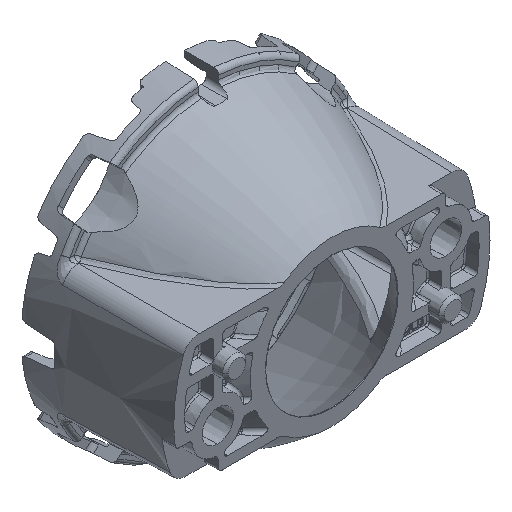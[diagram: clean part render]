
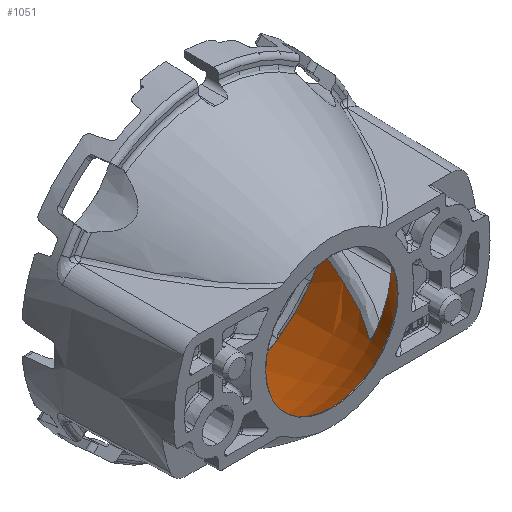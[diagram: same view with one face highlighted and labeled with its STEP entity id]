
A CAD part, isometric view. The second image highlights one B-rep face of the part: STEP entity #1051.
In plain terms, the highlighted face is a revolution surface.
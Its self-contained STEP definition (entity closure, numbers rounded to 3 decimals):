
#1051=ADVANCED_FACE('',(#2485),#2486,.T.);
#2485=FACE_OUTER_BOUND('',#6642,.T.);
#2486=SURFACE_OF_REVOLUTION('',#6643,#6644);
#6642=EDGE_LOOP('',(#13089,#13090,#13091,#13092,#13093,#13094,#13095,#13096,#13097,#13098));
#6643=B_SPLINE_CURVE_WITH_KNOTS('',3,(#13099,#13100,#13101,#13102,#13103,#13104,#13105,#13106,#13107,#13108,#13109),.UNSPECIFIED.,.F.,.F.,(4,1,1,1,1,1,1,1,4),(0.0,0.01,0.043,0.242,0.371,0.499,0.757,0.99,1.0),.UNSPECIFIED.);
#6644=AXIS1_PLACEMENT('',#13110,#13111);
#13089=ORIENTED_EDGE('',*,*,#17220,.T.);
#13090=ORIENTED_EDGE('',*,*,#17899,.T.);
#13091=ORIENTED_EDGE('',*,*,#17218,.T.);
#13092=ORIENTED_EDGE('',*,*,#17900,.F.);
#13093=ORIENTED_EDGE('',*,*,#17901,.T.);
#13094=ORIENTED_EDGE('',*,*,#17902,.T.);
#13095=ORIENTED_EDGE('',*,*,#17903,.T.);
#13096=ORIENTED_EDGE('',*,*,#17904,.T.);
#13097=ORIENTED_EDGE('',*,*,#17905,.T.);
#13098=ORIENTED_EDGE('',*,*,#17906,.F.);
#13099=CARTESIAN_POINT('',(6.983,-0.524,0.));
#13100=CARTESIAN_POINT('',(7.022,-0.485,0.));
#13101=CARTESIAN_POINT('',(7.195,-0.313,0.));
#13102=CARTESIAN_POINT('',(8.155,0.682,0.));
#13103=CARTESIAN_POINT('',(9.398,2.32,0.));
#13104=CARTESIAN_POINT('',(10.749,4.506,0.));
#13105=CARTESIAN_POINT('',(12.126,7.053,0.));
#13106=CARTESIAN_POINT('',(13.544,10.217,0.));
#13107=CARTESIAN_POINT('',(14.561,12.812,0.));
#13108=CARTESIAN_POINT('',(15.052,14.067,0.));
#13109=CARTESIAN_POINT('',(15.072,14.118,0.));
#13110=CARTESIAN_POINT('',(0.,4.876,0.));
#13111=DIRECTION('',(-0.0,-1.0,-0.0));
#17218=EDGE_CURVE('',#19794,#19792,#19795,.T.);
#17220=EDGE_CURVE('',#19798,#19796,#19799,.T.);
#17899=EDGE_CURVE('',#19796,#19794,#20866,.T.);
#17900=EDGE_CURVE('',#20867,#19792,#20868,.T.);
#17901=EDGE_CURVE('',#20867,#20869,#20870,.T.);
#17902=EDGE_CURVE('',#20869,#20871,#20872,.T.);
#17903=EDGE_CURVE('',#20871,#20873,#20874,.T.);
#17904=EDGE_CURVE('',#20873,#20875,#20876,.T.);
#17905=EDGE_CURVE('',#20875,#20877,#20878,.T.);
#17906=EDGE_CURVE('',#19798,#20877,#20879,.T.);
#19792=VERTEX_POINT('',#24725);
#19794=VERTEX_POINT('',#24727);
#19795=B_SPLINE_CURVE_WITH_KNOTS('',3,(#24728,#24729,#24730,#24731,#24732),.UNSPECIFIED.,.F.,.F.,(4,1,4),(0.0,0.142,1.0),.UNSPECIFIED.);
#19796=VERTEX_POINT('',#24733);
#19798=VERTEX_POINT('',#24735);
#19799=B_SPLINE_CURVE_WITH_KNOTS('',3,(#24736,#24737,#24738,#24739,#24740,#24741,#24742,#24743,#24744,#24745),.UNSPECIFIED.,.F.,.F.,(4,1,1,1,1,1,1,4),(0.0,0.125,0.255,0.392,0.535,0.684,0.839,1.0),.UNSPECIFIED.);
#20866=CIRCLE('',#28045,7.1);
#20867=VERTEX_POINT('',#28046);
#20868=CIRCLE('',#28047,9.588);
#20869=VERTEX_POINT('',#28048);
#20870=B_SPLINE_CURVE_WITH_KNOTS('',3,(#28049,#28050,#28051,#28052),.UNSPECIFIED.,.F.,.F.,(4,4),(0.0,1.0),.UNSPECIFIED.);
#20871=VERTEX_POINT('',#28053);
#20872=B_SPLINE_CURVE_WITH_KNOTS('',3,(#28054,#28055,#28056,#28057,#28058,#28059,#28060,#28061,#28062,#28063,#28064,#28065,#28066,#28067),.UNSPECIFIED.,.F.,.F.,(4,1,1,1,1,1,1,1,1,1,1,4),(0.0,0.04,0.081,0.123,0.166,0.209,0.322,0.446,0.57,0.709,0.853,1.0),.UNSPECIFIED.);
#20873=VERTEX_POINT('',#28068);
#20874=CIRCLE('',#28069,15.012);
#20875=VERTEX_POINT('',#28070);
#20876=B_SPLINE_CURVE_WITH_KNOTS('',3,(#28071,#28072,#28073,#28074,#28075,#28076,#28077,#28078,#28079,#28080,#28081,#28082,#28083,#28084),.UNSPECIFIED.,.F.,.F.,(4,1,1,1,1,1,1,1,1,1,1,4),(0.0,0.073,0.146,0.218,0.29,0.428,0.553,0.678,0.79,0.862,0.932,1.0),.UNSPECIFIED.);
#20877=VERTEX_POINT('',#28085);
#20878=B_SPLINE_CURVE_WITH_KNOTS('',3,(#28086,#28087,#28088,#28089),.UNSPECIFIED.,.F.,.F.,(4,4),(0.0,1.0),.UNSPECIFIED.);
#20879=CIRCLE('',#28090,9.588);
#24725=CARTESIAN_POINT('',(9.588,2.679,0.));
#24727=CARTESIAN_POINT('',(7.1,-0.407,0.));
#24728=CARTESIAN_POINT('',(7.1,-0.407,0.));
#24729=CARTESIAN_POINT('',(7.234,-0.274,0.));
#24730=CARTESIAN_POINT('',(8.158,0.684,0.));
#24731=CARTESIAN_POINT('',(8.959,1.742,0.));
#24732=CARTESIAN_POINT('',(9.588,2.679,0.));
#24733=CARTESIAN_POINT('',(-7.1,-0.407,0.));
#24735=CARTESIAN_POINT('',(-9.588,2.679,0.));
#24736=CARTESIAN_POINT('',(-9.588,2.679,0.));
#24737=CARTESIAN_POINT('',(-9.495,2.542,0.001));
#24738=CARTESIAN_POINT('',(-9.305,2.262,0.002));
#24739=CARTESIAN_POINT('',(-9.004,1.84,0.003));
#24740=CARTESIAN_POINT('',(-8.679,1.404,0.003));
#24741=CARTESIAN_POINT('',(-8.329,0.958,0.003));
#24742=CARTESIAN_POINT('',(-7.95,0.505,0.002));
#24743=CARTESIAN_POINT('',(-7.542,0.045,0.001));
#24744=CARTESIAN_POINT('',(-7.249,-0.255,0.));
#24745=CARTESIAN_POINT('',(-7.1,-0.407,0.));
#28045=AXIS2_PLACEMENT_3D('',#32331,#32332,#32333);
#28046=CARTESIAN_POINT('',(7.304,2.679,-6.211));
#28047=AXIS2_PLACEMENT_3D('',#32334,#32335,#32336);
#28048=CARTESIAN_POINT('',(7.489,2.9,-6.22));
#28049=CARTESIAN_POINT('',(7.304,2.679,-6.211));
#28050=CARTESIAN_POINT('',(7.366,2.752,-6.215));
#28051=CARTESIAN_POINT('',(7.427,2.826,-6.218));
#28052=CARTESIAN_POINT('',(7.489,2.9,-6.22));
#28053=CARTESIAN_POINT('',(13.486,13.965,-6.593));
#28054=CARTESIAN_POINT('',(7.489,2.9,-6.22));
#28055=CARTESIAN_POINT('',(7.593,3.032,-6.228));
#28056=CARTESIAN_POINT('',(7.805,3.299,-6.245));
#28057=CARTESIAN_POINT('',(8.115,3.713,-6.267));
#28058=CARTESIAN_POINT('',(8.425,4.141,-6.288));
#28059=CARTESIAN_POINT('',(8.732,4.584,-6.307));
#28060=CARTESIAN_POINT('',(9.196,5.281,-6.336));
#28061=CARTESIAN_POINT('',(9.816,6.284,-6.376));
#28062=CARTESIAN_POINT('',(10.558,7.609,-6.422));
#28063=CARTESIAN_POINT('',(11.3,9.062,-6.469));
#28064=CARTESIAN_POINT('',(12.033,10.614,-6.511));
#28065=CARTESIAN_POINT('',(12.768,12.269,-6.547));
#28066=CARTESIAN_POINT('',(13.245,13.395,-6.578));
#28067=CARTESIAN_POINT('',(13.486,13.965,-6.593));
#28068=CARTESIAN_POINT('',(-13.487,13.965,-6.593));
#28069=AXIS2_PLACEMENT_3D('',#32337,#32338,#32339);
#28070=CARTESIAN_POINT('',(-7.465,2.9,-6.248));
#28071=CARTESIAN_POINT('',(-13.487,13.965,-6.593));
#28072=CARTESIAN_POINT('',(-13.367,13.68,-6.584));
#28073=CARTESIAN_POINT('',(-13.128,13.113,-6.568));
#28074=CARTESIAN_POINT('',(-12.764,12.269,-6.548));
#28075=CARTESIAN_POINT('',(-12.396,11.434,-6.531));
#28076=CARTESIAN_POINT('',(-11.905,10.351,-6.511));
#28077=CARTESIAN_POINT('',(-11.299,9.076,-6.483));
#28078=CARTESIAN_POINT('',(-10.554,7.621,-6.441));
#28079=CARTESIAN_POINT('',(-9.808,6.292,-6.397));
#28080=CARTESIAN_POINT('',(-9.121,5.187,-6.358));
#28081=CARTESIAN_POINT('',(-8.52,4.301,-6.324));
#28082=CARTESIAN_POINT('',(-8.001,3.583,-6.292));
#28083=CARTESIAN_POINT('',(-7.642,3.126,-6.263));
#28084=CARTESIAN_POINT('',(-7.465,2.9,-6.248));
#28085=CARTESIAN_POINT('',(-7.281,2.679,-6.238));
#28086=CARTESIAN_POINT('',(-7.465,2.9,-6.248));
#28087=CARTESIAN_POINT('',(-7.404,2.826,-6.246));
#28088=CARTESIAN_POINT('',(-7.342,2.752,-6.242));
#28089=CARTESIAN_POINT('',(-7.281,2.679,-6.238));
#28090=AXIS2_PLACEMENT_3D('',#32340,#32341,#32342);
#32331=CARTESIAN_POINT('',(0.,-0.407,0.));
#32332=DIRECTION('',(0.0,-1.0,0.0));
#32333=DIRECTION('',(-1.,0.0,0.));
#32334=CARTESIAN_POINT('',(0.,2.679,0.));
#32335=DIRECTION('',(0.0,-1.0,0.0));
#32336=DIRECTION('',(0.762,0.0,-0.648));
#32337=CARTESIAN_POINT('',(0.,13.965,0.));
#32338=DIRECTION('',(0.0,1.0,0.0));
#32339=DIRECTION('',(0.898,0.0,-0.439));
#32340=CARTESIAN_POINT('',(0.,2.679,0.));
#32341=DIRECTION('',(0.0,-1.0,0.0));
#32342=DIRECTION('',(-1.,0.0,0.));
